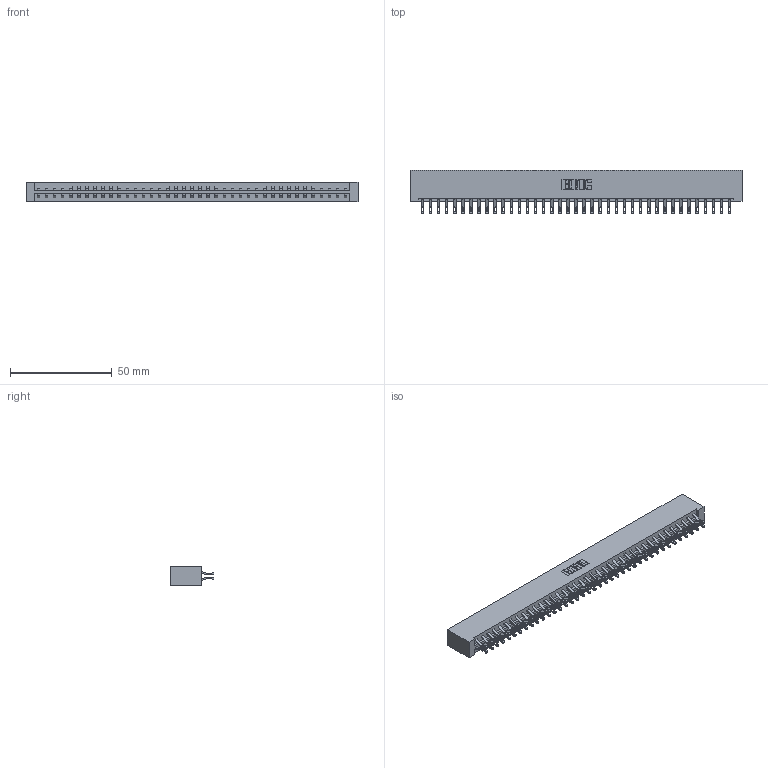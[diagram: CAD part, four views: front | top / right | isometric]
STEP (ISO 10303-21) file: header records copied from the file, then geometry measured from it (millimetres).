
FILE_DESCRIPTION (( 'STEP AP203' ), '1' );
FILE_NAME ('833-078-555-201.STEP', '2020-06-05T20:27:20', ( '' ), ( '' ), 'SwSTEP 2.0', 'SolidWorks 2020', '' );
FILE_SCHEMA (( 'CONFIG_CONTROL_DESIGN' ));
Length unit declared in the file: inch
Products named in the file (3): 833-078-555-201; 833 Part_Lugless; 345-292-001_555 Tail
Assembly tree (79 placements, depth 2):
  833-078-555-201
    833 Part_Lugless
    345-292-001_555 Tail  x78
Bounding box: 162.79 x 21.47 x 9.4 mm (x, y, z)
Volume: 17450.2 mm3; surface area: 21468.7 mm2
Topology: 79 solids, 79 shells, 4630 faces, 14561 edges, 9706 vertices
Faces by surface type: plane 2718, cylinder 1912
Entity records: 25527 total; most frequent: CARTESIAN_POINT 4268, ORIENTED_EDGE 4174, DIRECTION 3615, EDGE_CURVE 2087, VECTOR 1947, LINE 1947, VERTEX_POINT 1390, AXIS2_PLACEMENT_3D 834
